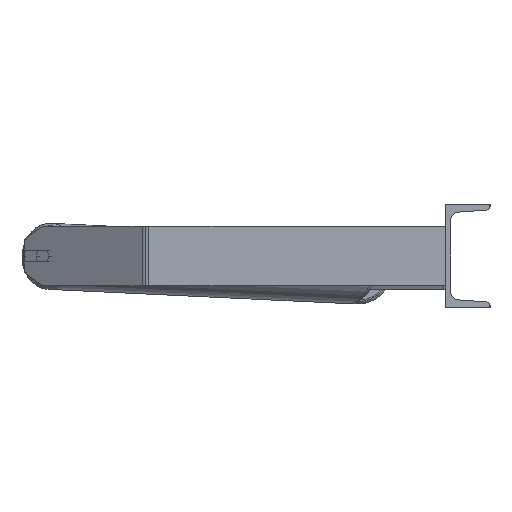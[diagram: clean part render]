
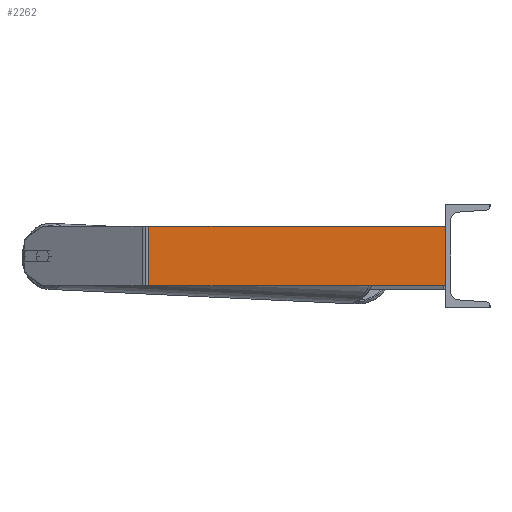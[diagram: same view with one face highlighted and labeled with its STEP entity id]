
A CAD part, left-side view. The second image highlights one B-rep face of the part: STEP entity #2262.
In plain terms, the highlighted planar face has unit normal (-1, 0, 0).
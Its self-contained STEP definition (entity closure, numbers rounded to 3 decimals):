
#8 = ORIENTED_EDGE ( 'NONE', *, *, #5507, .T. ) ;
#93 = CARTESIAN_POINT ( 'NONE',  ( -1085., 0., 40. ) ) ;
#109 = CARTESIAN_POINT ( 'NONE',  ( -1085., 404.481, -40. ) ) ;
#301 = ORIENTED_EDGE ( 'NONE', *, *, #1267, .F. ) ;
#1052 = CARTESIAN_POINT ( 'NONE',  ( -1085., 404.481, 40. ) ) ;
#1241 = CARTESIAN_POINT ( 'NONE',  ( -1085., 404.481, 40. ) ) ;
#1267 = EDGE_CURVE ( 'NONE', #8923, #3991, #3651, .T. ) ;
#1678 = CARTESIAN_POINT ( 'NONE',  ( -1085., 0., 40. ) ) ;
#1686 = PLANE ( 'NONE',  #6210 ) ;
#2262 = ADVANCED_FACE ( 'NONE', ( #6566 ), #1686, .F. ) ;
#2390 = ORIENTED_EDGE ( 'NONE', *, *, #8443, .T. ) ;
#2490 = VECTOR ( 'NONE', #5670, 1000. ) ;
#2626 = VECTOR ( 'NONE', #4667, 1000. ) ;
#2879 = DIRECTION ( 'NONE',  ( 0., 0., -1. ) ) ;
#2981 = ORIENTED_EDGE ( 'NONE', *, *, #5930, .F. ) ;
#3019 = DIRECTION ( 'NONE',  ( 0., 0., -1. ) ) ;
#3065 = CARTESIAN_POINT ( 'NONE',  ( -1085., 399.436, 40. ) ) ;
#3382 = CARTESIAN_POINT ( 'NONE',  ( -1085., 399.436, 40. ) ) ;
#3651 = LINE ( 'NONE', #93, #8373 ) ;
#3804 = VERTEX_POINT ( 'NONE', #3382 ) ;
#3922 = VECTOR ( 'NONE', #3019, 1000. ) ;
#3991 = VERTEX_POINT ( 'NONE', #4447 ) ;
#4447 = CARTESIAN_POINT ( 'NONE',  ( -1085., 0., -40. ) ) ;
#4667 = DIRECTION ( 'NONE',  ( 0., -1., 0. ) ) ;
#4908 = LINE ( 'NONE', #109, #2490 ) ;
#5114 = DIRECTION ( 'NONE',  ( 0., 1., 0. ) ) ;
#5507 = EDGE_CURVE ( 'NONE', #3804, #6636, #7286, .T. ) ;
#5670 = DIRECTION ( 'NONE',  ( 0., -1., 0. ) ) ;
#5783 = DIRECTION ( 'NONE',  ( 1., 0., 0. ) ) ;
#5930 = EDGE_CURVE ( 'NONE', #3804, #8923, #8605, .T. ) ;
#6210 = AXIS2_PLACEMENT_3D ( 'NONE', #1052, #5783, #5114 ) ;
#6378 = EDGE_LOOP ( 'NONE', ( #2390, #301, #2981, #8 ) ) ;
#6566 = FACE_OUTER_BOUND ( 'NONE', #6378, .T. ) ;
#6636 = VERTEX_POINT ( 'NONE', #8352 ) ;
#7286 = LINE ( 'NONE', #3065, #3922 ) ;
#8352 = CARTESIAN_POINT ( 'NONE',  ( -1085., 399.436, -40. ) ) ;
#8373 = VECTOR ( 'NONE', #2879, 1000. ) ;
#8443 = EDGE_CURVE ( 'NONE', #6636, #3991, #4908, .T. ) ;
#8605 = LINE ( 'NONE', #1241, #2626 ) ;
#8923 = VERTEX_POINT ( 'NONE', #1678 ) ;
